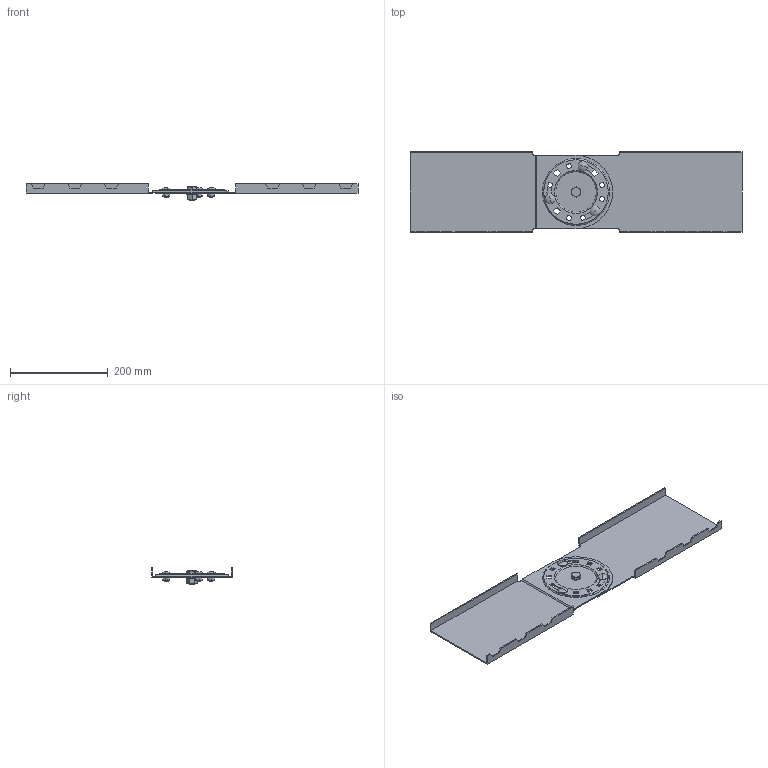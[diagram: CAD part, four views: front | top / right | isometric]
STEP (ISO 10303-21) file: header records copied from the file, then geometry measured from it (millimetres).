
FILE_DESCRIPTION (( 'STEP AP214' ), '1' );
FILE_NAME ('6227967.STP', '2020-05-08T10:58:49', ( '' ), ( '' ), 'SwSTEP 2.0', 'SolidWorks 2018', '' );
FILE_SCHEMA (( 'AUTOMOTIVE_DESIGN' ));
Length unit declared in the file: millimetre
Products named in the file (12): 011421_Washer DIN 125 - A 8.4; KTS 14.002-050_M8x16; 6227967; 009583_Washer ISO 7090 - 12; KTS 07.026-032_Standard; 009241_DIN 6798-A8.4; KTS 07.026-031_Standard; KTS 14.002-005_Standard; 079920_M12x20; 047721_Hexagon Nut ISO 4032 - M12 - D - N; 011423_Hexagon Nut ISO 4032 - M8 - D - C; 016822_M12x20
Assembly tree (13 placements, depth 3):
  6227967
    KTS 07.026-031_Standard
    KTS 07.026-032_Standard
    KTS 14.002-005_Standard  x3
      KTS 14.002-050_M8x16
      011423_Hexagon Nut ISO 4032 - M8 - D - C
      011421_Washer DIN 125 - A 8.4
      009241_DIN 6798-A8.4
    079920_M12x20
      016822_M12x20
      047721_Hexagon Nut ISO 4032 - M12 - D - N
      009583_Washer ISO 7090 - 12
Bounding box: 680 x 165.49 x 34.2 mm (x, y, z)
Volume: 370452.8 mm3; surface area: 304018.2 mm2
Topology: 17 solids, 17 shells, 595 faces, 1614 edges, 983 vertices
Faces by surface type: plane 313, cone 102, bspline 88, cylinder 82, sphere 6, torus 4
Entity records: 12414 total; most frequent: CARTESIAN_POINT 3108, ORIENTED_EDGE 1876, DIRECTION 1700, EDGE_CURVE 938, VERTEX_POINT 609, LINE 586, VECTOR 586, AXIS2_PLACEMENT_3D 557
